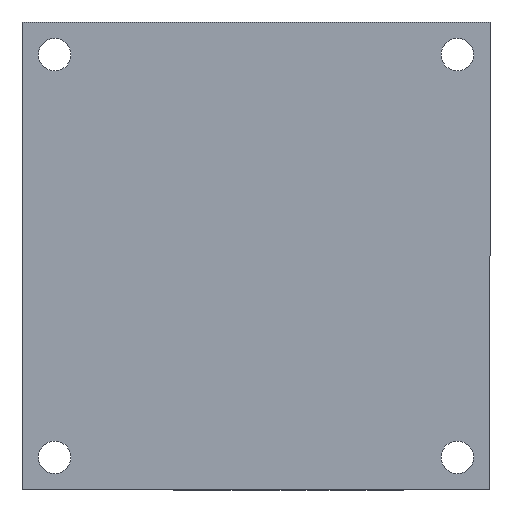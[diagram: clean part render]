
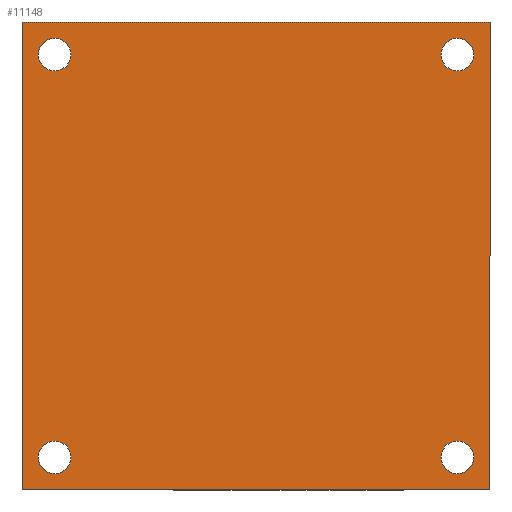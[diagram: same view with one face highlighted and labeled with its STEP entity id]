
A CAD part, front view. The second image highlights one B-rep face of the part: STEP entity #11148.
In plain terms, the highlighted planar face has unit normal (0, -1, 0).
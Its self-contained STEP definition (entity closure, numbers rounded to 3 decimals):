
#86 = CARTESIAN_POINT ( 'NONE',  ( -40., 0., 38.5 ) ) ;
#173 = VERTEX_POINT ( 'NONE', #6990 ) ;
#454 = CARTESIAN_POINT ( 'NONE',  ( -3., 0., 40. ) ) ;
#637 = CIRCLE ( 'NONE', #2223, 1.5 ) ;
#666 = ORIENTED_EDGE ( 'NONE', *, *, #19142, .T. ) ;
#740 = DIRECTION ( 'NONE',  ( 0., 1., 0. ) ) ;
#894 = AXIS2_PLACEMENT_3D ( 'NONE', #3267, #10664, #3167 ) ;
#1852 = ORIENTED_EDGE ( 'NONE', *, *, #18440, .T. ) ;
#2223 = AXIS2_PLACEMENT_3D ( 'NONE', #454, #5152, #19049 ) ;
#2239 = DIRECTION ( 'NONE',  ( 0., 0., 1. ) ) ;
#2259 = ORIENTED_EDGE ( 'NONE', *, *, #5319, .T. ) ;
#2734 = CIRCLE ( 'NONE', #9755, 1.5 ) ;
#2739 = DIRECTION ( 'NONE',  ( -1., 0., 0. ) ) ;
#3167 = DIRECTION ( 'NONE',  ( 0., 0., 1. ) ) ;
#3267 = CARTESIAN_POINT ( 'NONE',  ( 0., 0., 0. ) ) ;
#3294 = CIRCLE ( 'NONE', #8738, 1.5 ) ;
#3428 = CARTESIAN_POINT ( 'NONE',  ( -43., 0., 0. ) ) ;
#4088 = CARTESIAN_POINT ( 'NONE',  ( -40., 0., 4.5 ) ) ;
#4104 = DIRECTION ( 'NONE',  ( 0., 1., 0. ) ) ;
#4142 = CARTESIAN_POINT ( 'NONE',  ( -43., 0., 0. ) ) ;
#4666 = FACE_BOUND ( 'NONE', #6616, .T. ) ;
#5152 = DIRECTION ( 'NONE',  ( 0., 1., 0. ) ) ;
#5233 = VECTOR ( 'NONE', #15531, 1000. ) ;
#5319 = EDGE_CURVE ( 'NONE', #18775, #11869, #17126, .T. ) ;
#5368 = DIRECTION ( 'NONE',  ( 0., 0., 1. ) ) ;
#5398 = VERTEX_POINT ( 'NONE', #4142 ) ;
#5426 = VECTOR ( 'NONE', #2739, 1000. ) ;
#5527 = CARTESIAN_POINT ( 'NONE',  ( 0., 0., 43. ) ) ;
#5555 = DIRECTION ( 'NONE',  ( 1., 0., 0. ) ) ;
#5840 = CIRCLE ( 'NONE', #15430, 1.5 ) ;
#6256 = CIRCLE ( 'NONE', #17066, 1.5 ) ;
#6286 = FACE_BOUND ( 'NONE', #13510, .T. ) ;
#6323 = ORIENTED_EDGE ( 'NONE', *, *, #18934, .T. ) ;
#6616 = EDGE_LOOP ( 'NONE', ( #666, #10616 ) ) ;
#6907 = CARTESIAN_POINT ( 'NONE',  ( -3., 0., 3. ) ) ;
#6986 = LINE ( 'NONE', #10264, #13730 ) ;
#6990 = CARTESIAN_POINT ( 'NONE',  ( -3., 0., 1.5 ) ) ;
#7152 = LINE ( 'NONE', #5527, #5426 ) ;
#7327 = CARTESIAN_POINT ( 'NONE',  ( -43., 0., 43. ) ) ;
#7379 = CARTESIAN_POINT ( 'NONE',  ( 0., 0., 0. ) ) ;
#7480 = DIRECTION ( 'NONE',  ( 0., 1., 0. ) ) ;
#7504 = DIRECTION ( 'NONE',  ( 0., 0., 1. ) ) ;
#8213 = EDGE_LOOP ( 'NONE', ( #8730, #8350 ) ) ;
#8283 = VERTEX_POINT ( 'NONE', #17004 ) ;
#8288 = EDGE_CURVE ( 'NONE', #13609, #5398, #13868, .T. ) ;
#8294 = AXIS2_PLACEMENT_3D ( 'NONE', #6907, #19071, #5368 ) ;
#8350 = ORIENTED_EDGE ( 'NONE', *, *, #15257, .T. ) ;
#8423 = CARTESIAN_POINT ( 'NONE',  ( -3., 0., 3. ) ) ;
#8460 = CARTESIAN_POINT ( 'NONE',  ( -40., 0., 3. ) ) ;
#8730 = ORIENTED_EDGE ( 'NONE', *, *, #12124, .T. ) ;
#8738 = AXIS2_PLACEMENT_3D ( 'NONE', #11965, #7480, #13710 ) ;
#8884 = LINE ( 'NONE', #7379, #14521 ) ;
#9298 = CARTESIAN_POINT ( 'NONE',  ( -3., 0., 38.5 ) ) ;
#9536 = DIRECTION ( 'NONE',  ( 0., 0., 1. ) ) ;
#9579 = CARTESIAN_POINT ( 'NONE',  ( -3., 0., 41.5 ) ) ;
#9755 = AXIS2_PLACEMENT_3D ( 'NONE', #13753, #19783, #12226 ) ;
#9879 = VERTEX_POINT ( 'NONE', #86 ) ;
#10264 = CARTESIAN_POINT ( 'NONE',  ( 0., 0., 0. ) ) ;
#10616 = ORIENTED_EDGE ( 'NONE', *, *, #17403, .T. ) ;
#10664 = DIRECTION ( 'NONE',  ( 0., 1., 0. ) ) ;
#11056 = EDGE_CURVE ( 'NONE', #16507, #13155, #6986, .T. ) ;
#11148 = ADVANCED_FACE ( 'NONE', ( #18079, #4666, #18173, #6286, #13630 ), #18263, .F. ) ;
#11255 = CARTESIAN_POINT ( 'NONE',  ( 0., 0., 0. ) ) ;
#11423 = ORIENTED_EDGE ( 'NONE', *, *, #11056, .T. ) ;
#11719 = ORIENTED_EDGE ( 'NONE', *, *, #12334, .T. ) ;
#11862 = EDGE_LOOP ( 'NONE', ( #1852, #11423, #18579, #18844 ) ) ;
#11869 = VERTEX_POINT ( 'NONE', #4088 ) ;
#11965 = CARTESIAN_POINT ( 'NONE',  ( -3., 0., 40. ) ) ;
#12040 = AXIS2_PLACEMENT_3D ( 'NONE', #8460, #740, #2239 ) ;
#12124 = EDGE_CURVE ( 'NONE', #173, #15668, #16909, .T. ) ;
#12226 = DIRECTION ( 'NONE',  ( 0., 0., 1. ) ) ;
#12334 = EDGE_CURVE ( 'NONE', #16419, #14956, #637, .T. ) ;
#12502 = CARTESIAN_POINT ( 'NONE',  ( -3., 0., 4.5 ) ) ;
#13155 = VERTEX_POINT ( 'NONE', #17510 ) ;
#13510 = EDGE_LOOP ( 'NONE', ( #2259, #6323 ) ) ;
#13609 = VERTEX_POINT ( 'NONE', #7327 ) ;
#13630 = FACE_OUTER_BOUND ( 'NONE', #11862, .T. ) ;
#13710 = DIRECTION ( 'NONE',  ( 0., 0., 1. ) ) ;
#13730 = VECTOR ( 'NONE', #19146, 1000. ) ;
#13753 = CARTESIAN_POINT ( 'NONE',  ( -40., 0., 40. ) ) ;
#13868 = LINE ( 'NONE', #3428, #5233 ) ;
#13999 = EDGE_CURVE ( 'NONE', #13155, #13609, #7152, .T. ) ;
#14521 = VECTOR ( 'NONE', #5555, 1000. ) ;
#14956 = VERTEX_POINT ( 'NONE', #9579 ) ;
#15199 = CARTESIAN_POINT ( 'NONE',  ( -40., 0., 40. ) ) ;
#15257 = EDGE_CURVE ( 'NONE', #15668, #173, #5840, .T. ) ;
#15430 = AXIS2_PLACEMENT_3D ( 'NONE', #8423, #4104, #16318 ) ;
#15531 = DIRECTION ( 'NONE',  ( 0., 0., -1. ) ) ;
#15636 = DIRECTION ( 'NONE',  ( 0., 1., 0. ) ) ;
#15668 = VERTEX_POINT ( 'NONE', #12502 ) ;
#16318 = DIRECTION ( 'NONE',  ( 0., 0., 1. ) ) ;
#16419 = VERTEX_POINT ( 'NONE', #9298 ) ;
#16507 = VERTEX_POINT ( 'NONE', #11255 ) ;
#16909 = CIRCLE ( 'NONE', #8294, 1.5 ) ;
#17004 = CARTESIAN_POINT ( 'NONE',  ( -40., 0., 41.5 ) ) ;
#17066 = AXIS2_PLACEMENT_3D ( 'NONE', #17295, #15636, #9536 ) ;
#17126 = CIRCLE ( 'NONE', #12040, 1.5 ) ;
#17295 = CARTESIAN_POINT ( 'NONE',  ( -40., 0., 3. ) ) ;
#17297 = CIRCLE ( 'NONE', #17616, 1.5 ) ;
#17403 = EDGE_CURVE ( 'NONE', #8283, #9879, #17297, .T. ) ;
#17510 = CARTESIAN_POINT ( 'NONE',  ( 0., 0., 43. ) ) ;
#17616 = AXIS2_PLACEMENT_3D ( 'NONE', #15199, #18473, #7504 ) ;
#17763 = EDGE_CURVE ( 'NONE', #14956, #16419, #3294, .T. ) ;
#17917 = CARTESIAN_POINT ( 'NONE',  ( -40., 0., 1.5 ) ) ;
#18079 = FACE_BOUND ( 'NONE', #19220, .T. ) ;
#18173 = FACE_BOUND ( 'NONE', #8213, .T. ) ;
#18263 = PLANE ( 'NONE',  #894 ) ;
#18440 = EDGE_CURVE ( 'NONE', #5398, #16507, #8884, .T. ) ;
#18473 = DIRECTION ( 'NONE',  ( 0., 1., 0. ) ) ;
#18579 = ORIENTED_EDGE ( 'NONE', *, *, #13999, .T. ) ;
#18775 = VERTEX_POINT ( 'NONE', #17917 ) ;
#18844 = ORIENTED_EDGE ( 'NONE', *, *, #8288, .T. ) ;
#18934 = EDGE_CURVE ( 'NONE', #11869, #18775, #6256, .T. ) ;
#19049 = DIRECTION ( 'NONE',  ( 0., 0., 1. ) ) ;
#19071 = DIRECTION ( 'NONE',  ( 0., 1., 0. ) ) ;
#19142 = EDGE_CURVE ( 'NONE', #9879, #8283, #2734, .T. ) ;
#19146 = DIRECTION ( 'NONE',  ( 0., 0., 1. ) ) ;
#19220 = EDGE_LOOP ( 'NONE', ( #11719, #19596 ) ) ;
#19596 = ORIENTED_EDGE ( 'NONE', *, *, #17763, .T. ) ;
#19783 = DIRECTION ( 'NONE',  ( 0., 1., 0. ) ) ;
